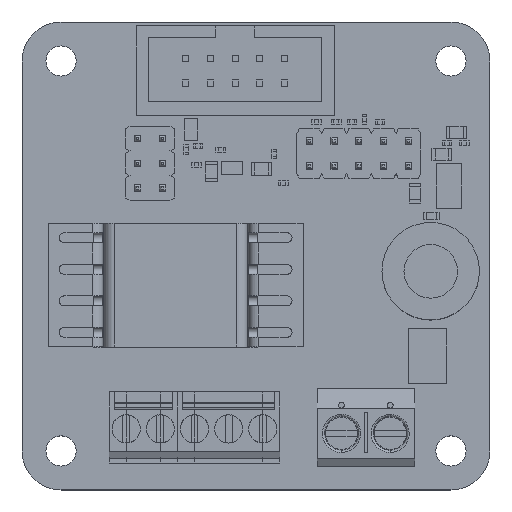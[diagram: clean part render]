
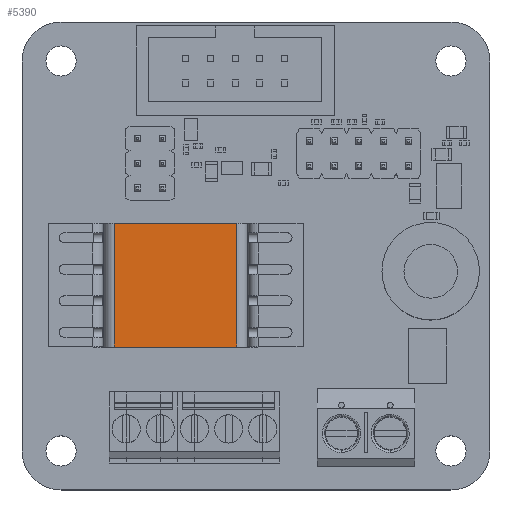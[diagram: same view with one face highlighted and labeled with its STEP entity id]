
A CAD part, top view. The second image highlights one B-rep face of the part: STEP entity #5390.
In plain terms, the highlighted planar face has unit normal (0, 0, 1).
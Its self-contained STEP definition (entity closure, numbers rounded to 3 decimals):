
#5077 = VERTEX_POINT('',#5078);
#5078 = CARTESIAN_POINT('',(-6.3,-6.35,7.6));
#5085 = EDGE_CURVE('',#5077,#5086,#5088,.T.);
#5086 = VERTEX_POINT('',#5087);
#5087 = CARTESIAN_POINT('',(-6.3,6.35,7.6));
#5088 = LINE('',#5089,#5090);
#5089 = CARTESIAN_POINT('',(-6.3,0.,7.6));
#5090 = VECTOR('',#5091,1.);
#5091 = DIRECTION('',(0.,1.,0.));
#5139 = EDGE_CURVE('',#5140,#5086,#5142,.T.);
#5140 = VERTEX_POINT('',#5141);
#5141 = CARTESIAN_POINT('',(6.3,6.35,7.6));
#5142 = LINE('',#5143,#5144);
#5143 = CARTESIAN_POINT('',(0.,6.35,7.6));
#5144 = VECTOR('',#5145,1.);
#5145 = DIRECTION('',(-1.,0.,0.));
#5217 = VERTEX_POINT('',#5218);
#5218 = CARTESIAN_POINT('',(6.3,-6.35,7.6));
#5227 = EDGE_CURVE('',#5140,#5217,#5228,.T.);
#5228 = LINE('',#5229,#5230);
#5229 = CARTESIAN_POINT('',(6.3,0.,7.6));
#5230 = VECTOR('',#5231,1.);
#5231 = DIRECTION('',(0.,-1.,0.));
#5303 = EDGE_CURVE('',#5217,#5077,#5304,.T.);
#5304 = LINE('',#5305,#5306);
#5305 = CARTESIAN_POINT('',(0.,-6.35,7.6));
#5306 = VECTOR('',#5307,1.);
#5307 = DIRECTION('',(-1.,0.,0.));
#5390 = ADVANCED_FACE('',(#5391),#5397,.T.);
#5391 = FACE_BOUND('',#5392,.T.);
#5392 = EDGE_LOOP('',(#5393,#5394,#5395,#5396));
#5393 = ORIENTED_EDGE('',*,*,#5085,.F.);
#5394 = ORIENTED_EDGE('',*,*,#5303,.F.);
#5395 = ORIENTED_EDGE('',*,*,#5227,.F.);
#5396 = ORIENTED_EDGE('',*,*,#5139,.T.);
#5397 = PLANE('',#5398);
#5398 = AXIS2_PLACEMENT_3D('',#5399,#5400,#5401);
#5399 = CARTESIAN_POINT('',(0.,0.,7.6));
#5400 = DIRECTION('',(0.,0.,1.));
#5401 = DIRECTION('',(1.,0.,0.));
